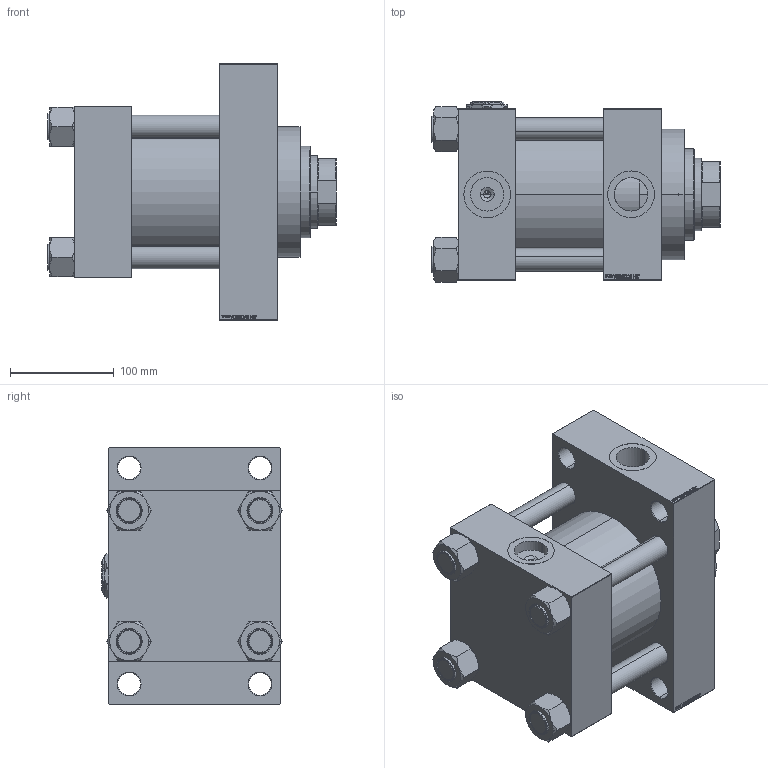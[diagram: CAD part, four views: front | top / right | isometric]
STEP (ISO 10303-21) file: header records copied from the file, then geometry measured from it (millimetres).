
FILE_DESCRIPTION (( 'STEP AP203' ), '1' );
FILE_NAME ('db5a.STEP', '2022-04-16T01:13:46', ( '' ), ( '' ), 'SwSTEP 2.0', 'SolidWorks 2019', '' );
FILE_SCHEMA (( 'CONFIG_CONTROL_DESIGN' ));
Length unit declared in the file: millimetre
Products named in the file (7): V215CR_D_Body 9428ba5869427149f38a06d97d75a959; V215_VC_A 9428ba5869427149f38a06d97d75a959; NUT_M5_D 9428ba5869427149f38a06d97d75a959; V215CR_VCP_D 9428ba5869427149f38a06d97d75a959; db5a; V215CR_D_TYCINKA 9428ba5869427149f38a06d97d75a959; Zatka_pro_OIL_PORT 9428ba5869427149f38a06d97d75a959
Assembly tree (12 placements, depth 2):
  db5a
    V215CR_D_Body 9428ba5869427149f38a06d97d75a959
    V215CR_VCP_D 9428ba5869427149f38a06d97d75a959
    NUT_M5_D 9428ba5869427149f38a06d97d75a959  x4
    V215CR_D_TYCINKA 9428ba5869427149f38a06d97d75a959  x4
    V215_VC_A 9428ba5869427149f38a06d97d75a959
    Zatka_pro_OIL_PORT 9428ba5869427149f38a06d97d75a959
Bounding box: 278 x 174.07 x 247 mm (x, y, z)
Volume: 5009074.6 mm3; surface area: 548090.4 mm2
Topology: 12 solids, 12 shells, 1207 faces, 3038 edges, 1970 vertices
Faces by surface type: plane 570, bspline 368, cone 164, cylinder 97, torus 8
Entity records: 49673 total; most frequent: CARTESIAN_POINT 25829, ORIENTED_EDGE 5340, DIRECTION 3514, EDGE_CURVE 2670, VERTEX_POINT 1748, VECTOR 1560, LINE 1560, EDGE_LOOP 1188
